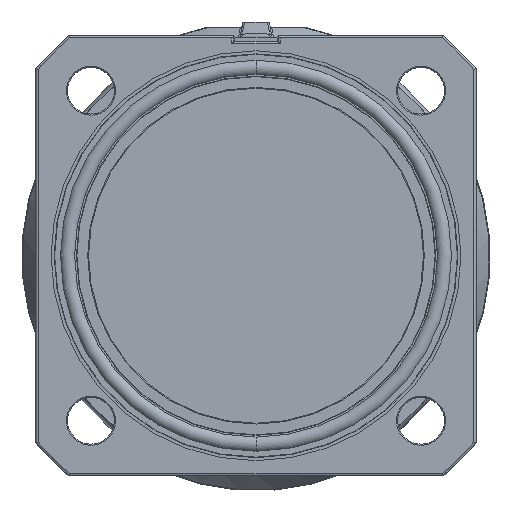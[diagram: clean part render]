
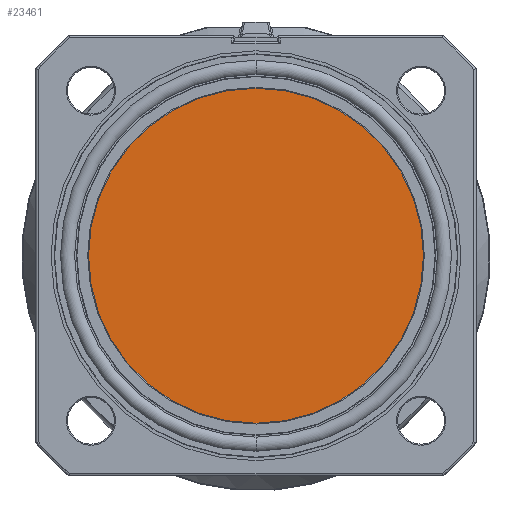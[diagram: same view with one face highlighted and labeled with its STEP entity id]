
A CAD part, top view. The second image highlights one B-rep face of the part: STEP entity #23461.
In plain terms, the highlighted planar face has unit normal (0, 0, 1).
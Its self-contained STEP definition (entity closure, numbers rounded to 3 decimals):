
#8783=CARTESIAN_POINT('',(0.,0.,0.));
#8784=DIRECTION('',(0.,0.,-1.));
#8785=DIRECTION('',(0.,-1.,0.));
#8786=AXIS2_PLACEMENT_3D('',#8783,#8784,#8785);
#8788=CARTESIAN_POINT('',(0.,0.,0.));
#8789=DIRECTION('',(0.,0.,-1.));
#8790=DIRECTION('',(0.,1.,0.));
#8791=AXIS2_PLACEMENT_3D('',#8788,#8789,#8790);
#9655=CARTESIAN_POINT('',(0.,-15.223,0.));
#9656=CARTESIAN_POINT('',(0.,15.223,0.));
#9657=VERTEX_POINT('',#9655);
#9658=VERTEX_POINT('',#9656);
#23451=CARTESIAN_POINT('',(0.,0.,0.));
#23452=DIRECTION('',(0.,0.,-1.));
#23453=DIRECTION('',(0.,-1.,0.));
#23454=AXIS2_PLACEMENT_3D('',#23451,#23452,#23453);
#23455=PLANE('',#23454);
#23457=ORIENTED_EDGE('',*,*,#23456,.T.);
#23458=ORIENTED_EDGE('',*,*,#23441,.T.);
#23459=EDGE_LOOP('',(#23457,#23458));
#23460=FACE_OUTER_BOUND('',#23459,.F.);
#8787=CIRCLE('',#8786,15.223);
#8792=CIRCLE('',#8791,15.223);
#23441=EDGE_CURVE('',#9658,#9657,#8792,.T.);
#23456=EDGE_CURVE('',#9657,#9658,#8787,.T.);
#23461=ADVANCED_FACE('',(#23460),#23455,.F.);
